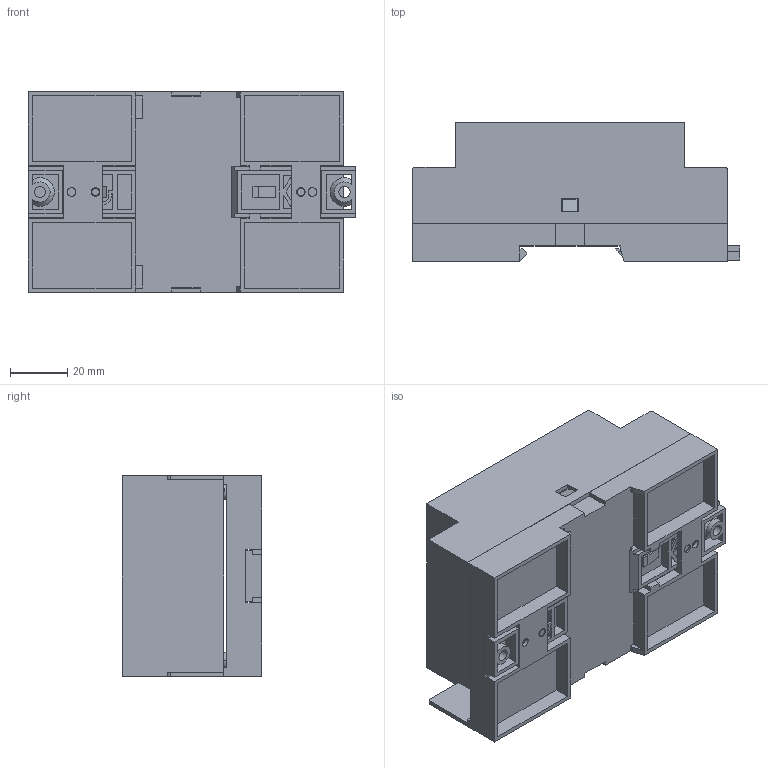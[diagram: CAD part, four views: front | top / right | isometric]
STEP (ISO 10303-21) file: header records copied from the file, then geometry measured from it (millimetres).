
FILE_DESCRIPTION (( 'STEP AP214' ), '1' );
FILE_NAME ('CES-70-01.STEP', '2022-06-24T12:36:39', ( '' ), ( '' ), 'SwSTEP 2.0', 'SolidWorks 2017', '' );
FILE_SCHEMA (( 'AUTOMOTIVE_DESIGN' ));
Length unit declared in the file: millimetre
Products named in the file (14): Base PCB-MDP-70-01; Screw-small; Clip-Big; Clip-Small; Base plate - MDB-70; TopCover - CES-70; CES-70-01
Assembly tree (7 placements, depth 2):
  Screw-small
  TopCover - CES-70
  Base PCB-MDP-70-01
  Screw-small
  Base plate - MDB-70
Bounding box: 114.3 x 48.55 x 70 mm (x, y, z)
Volume: 53413.2 mm3; surface area: 81249.2 mm2
Topology: 7 solids, 7 shells, 545 faces, 1544 edges, 1014 vertices
Faces by surface type: plane 348, cylinder 171, cone 20, torus 6
Entity records: 17420 total; most frequent: CARTESIAN_POINT 3067, ORIENTED_EDGE 2938, DIRECTION 2841, EDGE_CURVE 1469, LINE 1095, VECTOR 1095, VERTEX_POINT 967, AXIS2_PLACEMENT_3D 873
